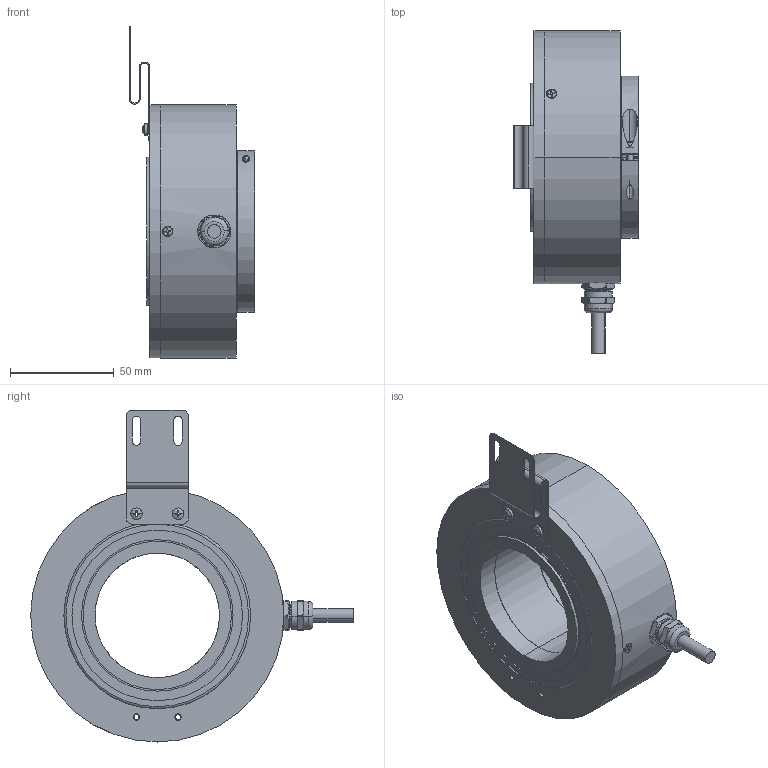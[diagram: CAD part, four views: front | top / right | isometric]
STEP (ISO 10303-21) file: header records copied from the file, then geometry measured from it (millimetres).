
FILE_DESCRIPTION (( 'STEP AP214' ), '1' );
FILE_NAME ('00 ESK120H60-AP.STEP', '2025-12-18T01:48:02', ( '' ), ( '' ), 'SwSTEP 2.0', 'SolidWorks 2016', '' );
FILE_SCHEMA (( 'AUTOMOTIVE_DESIGN' ));
Length unit declared in the file: millimetre
Products named in the file (1): 00 ESK120H60-AP
Bounding box: 60.5 x 155.48 x 159.99 mm (x, y, z)
Surface area: 65652.7 mm2 (no closed solid volume)
Topology: 0 solids, 34 shells, 333 faces, 1212 edges, 901 vertices
Faces by surface type: cylinder 143, plane 142, cone 28, torus 8, bspline 8, sphere 4
Entity records: 20356 total; most frequent: CARTESIAN_POINT 6778, DIRECTION 1963, ORIENTED_EDGE 1886, EDGE_CURVE 1210, VERTEX_POINT 901, AXIS2_PLACEMENT_3D 706, LINE 551, VECTOR 551
